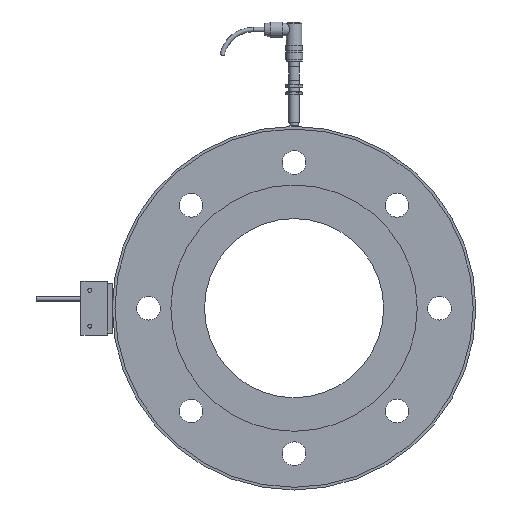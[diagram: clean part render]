
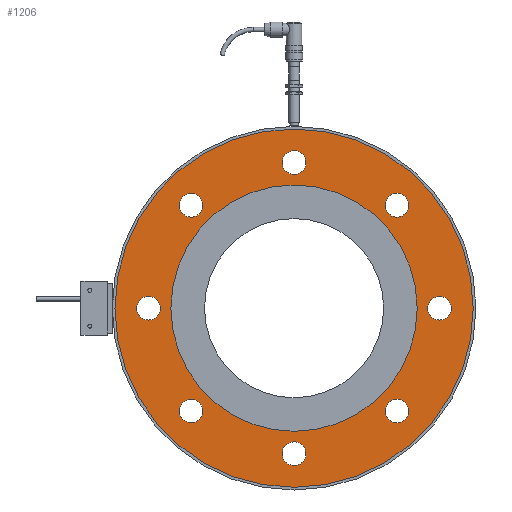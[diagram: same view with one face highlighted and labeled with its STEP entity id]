
A CAD part, left-side view. The second image highlights one B-rep face of the part: STEP entity #1206.
In plain terms, the highlighted planar face has unit normal (-1, 0, 0).
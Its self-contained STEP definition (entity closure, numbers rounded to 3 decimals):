
#87 = CARTESIAN_POINT ( 'NONE',  ( 0., -162.5, 13.25 ) ) ;
#156 = CARTESIAN_POINT ( 'NONE',  ( 0., 0., -162.5 ) ) ;
#217 = DIRECTION ( 'NONE',  ( 1., 0., 0. ) ) ;
#229 = DIRECTION ( 'NONE',  ( -1., 0., 0. ) ) ;
#431 = CIRCLE ( 'NONE', #706, 13.25 ) ;
#477 = EDGE_LOOP ( 'NONE', ( #4161 ) ) ;
#491 = EDGE_CURVE ( 'NONE', #2829, #2829, #3029, .T. ) ;
#504 = CARTESIAN_POINT ( 'NONE',  ( 0., 13.25, 162.5 ) ) ;
#526 = CIRCLE ( 'NONE', #1333, 13.25 ) ;
#589 = CARTESIAN_POINT ( 'NONE',  ( 0., 162.5, -13.25 ) ) ;
#706 = AXIS2_PLACEMENT_3D ( 'NONE', #885, #2659, #1409 ) ;
#788 = AXIS2_PLACEMENT_3D ( 'NONE', #5207, #1372, #3084 ) ;
#812 = ORIENTED_EDGE ( 'NONE', *, *, #491, .T. ) ;
#884 = AXIS2_PLACEMENT_3D ( 'NONE', #156, #217, #3280 ) ;
#885 = CARTESIAN_POINT ( 'NONE',  ( 0., 0., 162.5 ) ) ;
#948 = FACE_BOUND ( 'NONE', #477, .T. ) ;
#949 = CARTESIAN_POINT ( 'NONE',  ( 0., -114.905, 114.905 ) ) ;
#1057 = CIRCLE ( 'NONE', #788, 13.25 ) ;
#1152 = DIRECTION ( 'NONE',  ( 1., 0., 0. ) ) ;
#1206 = ADVANCED_FACE ( 'NONE', ( #1799, #3083, #4780, #948, #1395, #3106, #2870, #4442, #3228, #3192 ), #1543, .F. ) ;
#1227 = DIRECTION ( 'NONE',  ( -1., 0., 0. ) ) ;
#1244 = CARTESIAN_POINT ( 'NONE',  ( 0., -13.25, -162.5 ) ) ;
#1248 = CIRCLE ( 'NONE', #3311, 13.25 ) ;
#1279 = ORIENTED_EDGE ( 'NONE', *, *, #3415, .T. ) ;
#1329 = EDGE_LOOP ( 'NONE', ( #1279 ) ) ;
#1333 = AXIS2_PLACEMENT_3D ( 'NONE', #3907, #1360, #3466 ) ;
#1360 = DIRECTION ( 'NONE',  ( 1., 0., 0. ) ) ;
#1372 = DIRECTION ( 'NONE',  ( 1., 0., 0. ) ) ;
#1395 = FACE_BOUND ( 'NONE', #2286, .T. ) ;
#1409 = DIRECTION ( 'NONE',  ( 0., 1., 0. ) ) ;
#1507 = AXIS2_PLACEMENT_3D ( 'NONE', #949, #5343, #2703 ) ;
#1542 = EDGE_CURVE ( 'NONE', #4600, #4600, #1248, .T. ) ;
#1543 = PLANE ( 'NONE',  #3310 ) ;
#1595 = CIRCLE ( 'NONE', #4717, 137.5 ) ;
#1606 = DIRECTION ( 'NONE',  ( 0., -0.707, 0.707 ) ) ;
#1652 = EDGE_LOOP ( 'NONE', ( #3134 ) ) ;
#1670 = EDGE_CURVE ( 'NONE', #5071, #5071, #4199, .T. ) ;
#1726 = VERTEX_POINT ( 'NONE', #4706 ) ;
#1778 = VERTEX_POINT ( 'NONE', #4841 ) ;
#1799 = FACE_BOUND ( 'NONE', #4821, .T. ) ;
#1807 = VERTEX_POINT ( 'NONE', #589 ) ;
#1837 = VERTEX_POINT ( 'NONE', #504 ) ;
#1870 = CARTESIAN_POINT ( 'NONE',  ( 0., 162.5, 0. ) ) ;
#1931 = EDGE_CURVE ( 'NONE', #1726, #1726, #526, .T. ) ;
#1932 = DIRECTION ( 'NONE',  ( 1., 0., 0. ) ) ;
#1956 = DIRECTION ( 'NONE',  ( 0., 0., -1. ) ) ;
#2078 = EDGE_CURVE ( 'NONE', #1807, #1807, #4364, .T. ) ;
#2089 = EDGE_LOOP ( 'NONE', ( #4243 ) ) ;
#2286 = EDGE_LOOP ( 'NONE', ( #812 ) ) ;
#2304 = CARTESIAN_POINT ( 'NONE',  ( 0., 0., 137.5 ) ) ;
#2364 = DIRECTION ( 'NONE',  ( 0., 0., -1. ) ) ;
#2405 = CARTESIAN_POINT ( 'NONE',  ( 0., -124.274, -105.536 ) ) ;
#2442 = EDGE_CURVE ( 'NONE', #2710, #2710, #1595, .T. ) ;
#2529 = DIRECTION ( 'NONE',  ( 0., 0., 1. ) ) ;
#2636 = EDGE_LOOP ( 'NONE', ( #5455 ) ) ;
#2659 = DIRECTION ( 'NONE',  ( 1., 0., 0. ) ) ;
#2703 = DIRECTION ( 'NONE',  ( 0., 0.707, 0.707 ) ) ;
#2710 = VERTEX_POINT ( 'NONE', #2304 ) ;
#2829 = VERTEX_POINT ( 'NONE', #2405 ) ;
#2870 = FACE_BOUND ( 'NONE', #3188, .T. ) ;
#2874 = EDGE_CURVE ( 'NONE', #3518, #3518, #1057, .T. ) ;
#2902 = DIRECTION ( 'NONE',  ( 1., 0., 0. ) ) ;
#2935 = EDGE_CURVE ( 'NONE', #1778, #1778, #3391, .T. ) ;
#2944 = CARTESIAN_POINT ( 'NONE',  ( 0., 0., 0. ) ) ;
#3013 = CARTESIAN_POINT ( 'NONE',  ( 0., 124.274, 105.536 ) ) ;
#3029 = CIRCLE ( 'NONE', #3392, 13.25 ) ;
#3083 = FACE_BOUND ( 'NONE', #1329, .T. ) ;
#3084 = DIRECTION ( 'NONE',  ( 0., 0., 1. ) ) ;
#3106 = FACE_BOUND ( 'NONE', #1652, .T. ) ;
#3134 = ORIENTED_EDGE ( 'NONE', *, *, #1670, .T. ) ;
#3188 = EDGE_LOOP ( 'NONE', ( #3965 ) ) ;
#3192 = FACE_OUTER_BOUND ( 'NONE', #2089, .T. ) ;
#3228 = FACE_BOUND ( 'NONE', #3306, .T. ) ;
#3280 = DIRECTION ( 'NONE',  ( 0., -1., 0. ) ) ;
#3306 = EDGE_LOOP ( 'NONE', ( #5305 ) ) ;
#3310 = AXIS2_PLACEMENT_3D ( 'NONE', #3708, #1152, #2364 ) ;
#3311 = AXIS2_PLACEMENT_3D ( 'NONE', #3530, #3505, #4777 ) ;
#3316 = AXIS2_PLACEMENT_3D ( 'NONE', #1870, #1932, #1956 ) ;
#3317 = AXIS2_PLACEMENT_3D ( 'NONE', #2944, #1227, #2529 ) ;
#3391 = CIRCLE ( 'NONE', #1507, 13.25 ) ;
#3392 = AXIS2_PLACEMENT_3D ( 'NONE', #4615, #2902, #1606 ) ;
#3415 = EDGE_CURVE ( 'NONE', #1837, #1837, #431, .T. ) ;
#3425 = EDGE_LOOP ( 'NONE', ( #3753 ) ) ;
#3466 = DIRECTION ( 'NONE',  ( 0., -0.707, -0.707 ) ) ;
#3505 = DIRECTION ( 'NONE',  ( 1., 0., 0. ) ) ;
#3518 = VERTEX_POINT ( 'NONE', #87 ) ;
#3530 = CARTESIAN_POINT ( 'NONE',  ( 0., 114.905, 114.905 ) ) ;
#3708 = CARTESIAN_POINT ( 'NONE',  ( 0., 137.5, 0. ) ) ;
#3753 = ORIENTED_EDGE ( 'NONE', *, *, #2078, .T. ) ;
#3907 = CARTESIAN_POINT ( 'NONE',  ( 0., 114.905, -114.905 ) ) ;
#3965 = ORIENTED_EDGE ( 'NONE', *, *, #1931, .T. ) ;
#4161 = ORIENTED_EDGE ( 'NONE', *, *, #2874, .T. ) ;
#4199 = CIRCLE ( 'NONE', #884, 13.25 ) ;
#4243 = ORIENTED_EDGE ( 'NONE', *, *, #4605, .T. ) ;
#4364 = CIRCLE ( 'NONE', #3316, 13.25 ) ;
#4431 = ORIENTED_EDGE ( 'NONE', *, *, #1542, .T. ) ;
#4442 = FACE_BOUND ( 'NONE', #3425, .T. ) ;
#4600 = VERTEX_POINT ( 'NONE', #3013 ) ;
#4605 = EDGE_CURVE ( 'NONE', #5411, #5411, #4909, .T. ) ;
#4615 = CARTESIAN_POINT ( 'NONE',  ( 0., -114.905, -114.905 ) ) ;
#4706 = CARTESIAN_POINT ( 'NONE',  ( 0., 105.536, -124.274 ) ) ;
#4717 = AXIS2_PLACEMENT_3D ( 'NONE', #4812, #229, #5323 ) ;
#4777 = DIRECTION ( 'NONE',  ( 0., 0.707, -0.707 ) ) ;
#4780 = FACE_BOUND ( 'NONE', #2636, .T. ) ;
#4812 = CARTESIAN_POINT ( 'NONE',  ( 0., 0., 0. ) ) ;
#4821 = EDGE_LOOP ( 'NONE', ( #4431 ) ) ;
#4841 = CARTESIAN_POINT ( 'NONE',  ( 0., -105.536, 124.274 ) ) ;
#4909 = CIRCLE ( 'NONE', #3317, 200. ) ;
#4927 = CARTESIAN_POINT ( 'NONE',  ( 0., 0., 200. ) ) ;
#5071 = VERTEX_POINT ( 'NONE', #1244 ) ;
#5207 = CARTESIAN_POINT ( 'NONE',  ( 0., -162.5, 0. ) ) ;
#5305 = ORIENTED_EDGE ( 'NONE', *, *, #2442, .F. ) ;
#5323 = DIRECTION ( 'NONE',  ( 0., 0., 1. ) ) ;
#5343 = DIRECTION ( 'NONE',  ( 1., 0., 0. ) ) ;
#5411 = VERTEX_POINT ( 'NONE', #4927 ) ;
#5455 = ORIENTED_EDGE ( 'NONE', *, *, #2935, .T. ) ;
